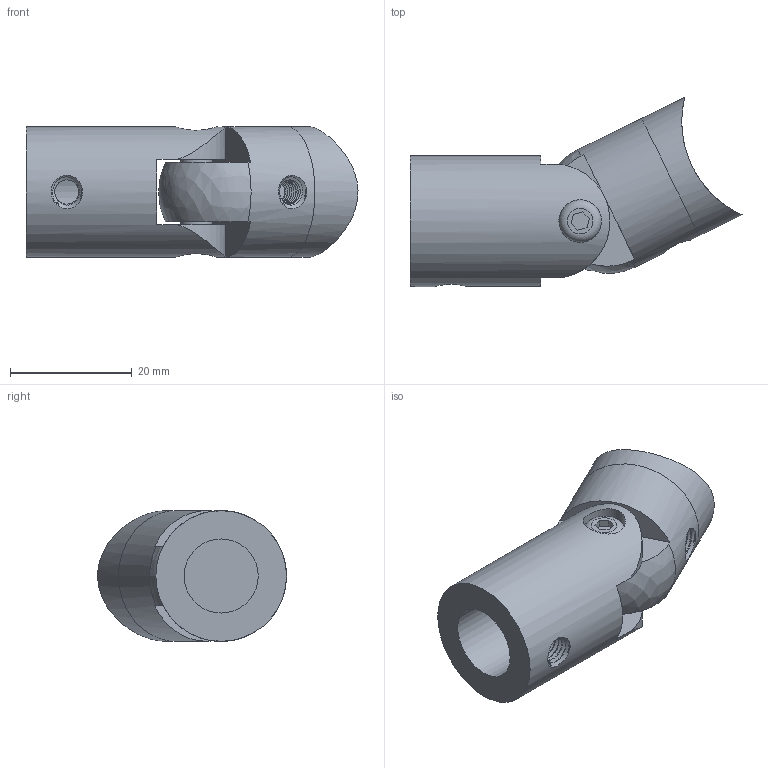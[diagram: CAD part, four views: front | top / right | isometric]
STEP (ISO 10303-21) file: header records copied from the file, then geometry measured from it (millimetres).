
FILE_DESCRIPTION(/* description */ (''),/* implementation_level */ '2;1');
FILE_NAME(/* name */ 'Traversenhalter_X206.stp',/* time_stamp */ '2017-07-24T09:23:51+02:00',/* author */ (''),/* organization */ (''),/* preprocessor_version */ 'ST-DEVELOPER v16',/* originating_system */ 'SIEMENS PLM Software NX 11.0',/* authorisation */ '');
FILE_SCHEMA (('AUTOMOTIVE_DESIGN { 1 0 10303 214 3 1 1 1 }'));
Length unit declared in the file: millimetre
Products named in the file (1): Goge29ACDC24l26r
Bounding box: 54.62 x 31.1 x 21.5 mm (x, y, z)
Volume: 14508.9 mm3; surface area: 7588.9 mm2
Topology: 4 solids, 4 shells, 72 faces, 160 edges, 106 vertices
Faces by surface type: plane 37, cylinder 22, bspline 11, torus 2
Full cylindrical faces by diameter (mm): 5.143 x1, 7 x4, 12.2 x1, 18 x1, 21.5 x3
Entity records: 8383 total; most frequent: CARTESIAN_POINT 6939, ORIENTED_EDGE 274, DIRECTION 241, EDGE_CURVE 137, EDGE_LOOP 100, VERTEX_POINT 99, AXIS2_PLACEMENT_3D 92, ADVANCED_FACE 72
